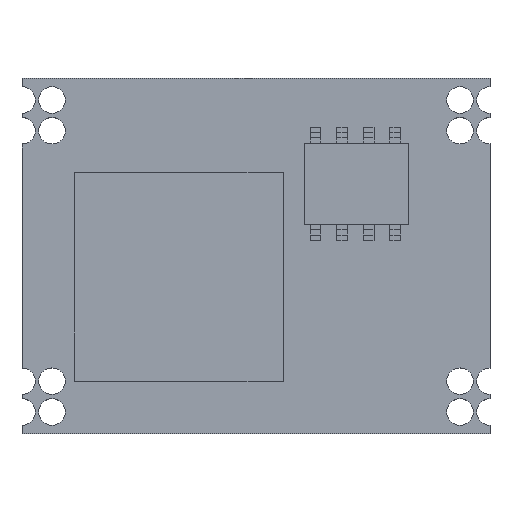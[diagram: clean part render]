
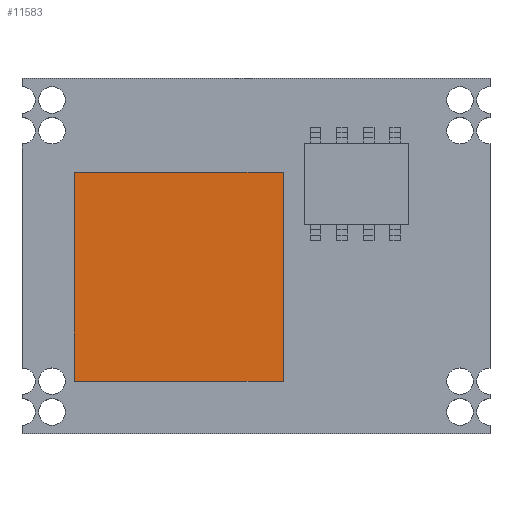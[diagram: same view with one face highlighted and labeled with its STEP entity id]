
A CAD part, top view. The second image highlights one B-rep face of the part: STEP entity #11583.
In plain terms, the highlighted planar face has unit normal (0, 0, 1).
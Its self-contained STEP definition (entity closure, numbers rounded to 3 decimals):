
#11269 = VERTEX_POINT('',#11270);
#11270 = CARTESIAN_POINT('',(0.,0.,3.));
#11277 = PLANE('',#11278);
#11278 = AXIS2_PLACEMENT_3D('',#11279,#11280,#11281);
#11279 = CARTESIAN_POINT('',(0.,0.,0.));
#11280 = DIRECTION('',(1.,0.,-0.));
#11281 = DIRECTION('',(0.,0.,1.));
#11289 = PLANE('',#11290);
#11290 = AXIS2_PLACEMENT_3D('',#11291,#11292,#11293);
#11291 = CARTESIAN_POINT('',(0.,0.,0.));
#11292 = DIRECTION('',(-0.,1.,0.));
#11293 = DIRECTION('',(0.,0.,1.));
#11330 = VERTEX_POINT('',#11331);
#11331 = CARTESIAN_POINT('',(0.,10.,3.));
#11345 = PLANE('',#11346);
#11346 = AXIS2_PLACEMENT_3D('',#11347,#11348,#11349);
#11347 = CARTESIAN_POINT('',(0.,10.,0.));
#11348 = DIRECTION('',(-0.,1.,0.));
#11349 = DIRECTION('',(0.,0.,1.));
#11357 = EDGE_CURVE('',#11269,#11330,#11358,.T.);
#11358 = SURFACE_CURVE('',#11359,(#11363,#11370),.PCURVE_S1.);
#11359 = LINE('',#11360,#11361);
#11360 = CARTESIAN_POINT('',(0.,0.,3.));
#11361 = VECTOR('',#11362,1.);
#11362 = DIRECTION('',(-0.,1.,0.));
#11363 = PCURVE('',#11277,#11364);
#11364 = DEFINITIONAL_REPRESENTATION('',(#11365),#11369);
#11365 = LINE('',#11366,#11367);
#11366 = CARTESIAN_POINT('',(3.,0.));
#11367 = VECTOR('',#11368,1.);
#11368 = DIRECTION('',(0.,-1.));
#11369 = ( GEOMETRIC_REPRESENTATION_CONTEXT(2) 
PARAMETRIC_REPRESENTATION_CONTEXT() REPRESENTATION_CONTEXT('2D SPACE',''
  ) );
#11370 = PCURVE('',#11371,#11376);
#11371 = PLANE('',#11372);
#11372 = AXIS2_PLACEMENT_3D('',#11373,#11374,#11375);
#11373 = CARTESIAN_POINT('',(0.,0.,3.));
#11374 = DIRECTION('',(0.,0.,1.));
#11375 = DIRECTION('',(1.,0.,-0.));
#11376 = DEFINITIONAL_REPRESENTATION('',(#11377),#11381);
#11377 = LINE('',#11378,#11379);
#11378 = CARTESIAN_POINT('',(0.,0.));
#11379 = VECTOR('',#11380,1.);
#11380 = DIRECTION('',(0.,1.));
#11381 = ( GEOMETRIC_REPRESENTATION_CONTEXT(2) 
PARAMETRIC_REPRESENTATION_CONTEXT() REPRESENTATION_CONTEXT('2D SPACE',''
  ) );
#11389 = VERTEX_POINT('',#11390);
#11390 = CARTESIAN_POINT('',(10.,0.,3.));
#11397 = PLANE('',#11398);
#11398 = AXIS2_PLACEMENT_3D('',#11399,#11400,#11401);
#11399 = CARTESIAN_POINT('',(10.,0.,0.));
#11400 = DIRECTION('',(1.,0.,-0.));
#11401 = DIRECTION('',(0.,0.,1.));
#11440 = VERTEX_POINT('',#11441);
#11441 = CARTESIAN_POINT('',(10.,10.,3.));
#11462 = EDGE_CURVE('',#11389,#11440,#11463,.T.);
#11463 = SURFACE_CURVE('',#11464,(#11468,#11475),.PCURVE_S1.);
#11464 = LINE('',#11465,#11466);
#11465 = CARTESIAN_POINT('',(10.,0.,3.));
#11466 = VECTOR('',#11467,1.);
#11467 = DIRECTION('',(-0.,1.,0.));
#11468 = PCURVE('',#11397,#11469);
#11469 = DEFINITIONAL_REPRESENTATION('',(#11470),#11474);
#11470 = LINE('',#11471,#11472);
#11471 = CARTESIAN_POINT('',(3.,0.));
#11472 = VECTOR('',#11473,1.);
#11473 = DIRECTION('',(0.,-1.));
#11474 = ( GEOMETRIC_REPRESENTATION_CONTEXT(2) 
PARAMETRIC_REPRESENTATION_CONTEXT() REPRESENTATION_CONTEXT('2D SPACE',''
  ) );
#11475 = PCURVE('',#11371,#11476);
#11476 = DEFINITIONAL_REPRESENTATION('',(#11477),#11481);
#11477 = LINE('',#11478,#11479);
#11478 = CARTESIAN_POINT('',(10.,0.));
#11479 = VECTOR('',#11480,1.);
#11480 = DIRECTION('',(0.,1.));
#11481 = ( GEOMETRIC_REPRESENTATION_CONTEXT(2) 
PARAMETRIC_REPRESENTATION_CONTEXT() REPRESENTATION_CONTEXT('2D SPACE',''
  ) );
#11508 = EDGE_CURVE('',#11269,#11389,#11509,.T.);
#11509 = SURFACE_CURVE('',#11510,(#11514,#11521),.PCURVE_S1.);
#11510 = LINE('',#11511,#11512);
#11511 = CARTESIAN_POINT('',(0.,0.,3.));
#11512 = VECTOR('',#11513,1.);
#11513 = DIRECTION('',(1.,0.,-0.));
#11514 = PCURVE('',#11289,#11515);
#11515 = DEFINITIONAL_REPRESENTATION('',(#11516),#11520);
#11516 = LINE('',#11517,#11518);
#11517 = CARTESIAN_POINT('',(3.,0.));
#11518 = VECTOR('',#11519,1.);
#11519 = DIRECTION('',(0.,1.));
#11520 = ( GEOMETRIC_REPRESENTATION_CONTEXT(2) 
PARAMETRIC_REPRESENTATION_CONTEXT() REPRESENTATION_CONTEXT('2D SPACE',''
  ) );
#11521 = PCURVE('',#11371,#11522);
#11522 = DEFINITIONAL_REPRESENTATION('',(#11523),#11527);
#11523 = LINE('',#11524,#11525);
#11524 = CARTESIAN_POINT('',(0.,0.));
#11525 = VECTOR('',#11526,1.);
#11526 = DIRECTION('',(1.,0.));
#11527 = ( GEOMETRIC_REPRESENTATION_CONTEXT(2) 
PARAMETRIC_REPRESENTATION_CONTEXT() REPRESENTATION_CONTEXT('2D SPACE',''
  ) );
#11555 = EDGE_CURVE('',#11330,#11440,#11556,.T.);
#11556 = SURFACE_CURVE('',#11557,(#11561,#11568),.PCURVE_S1.);
#11557 = LINE('',#11558,#11559);
#11558 = CARTESIAN_POINT('',(0.,10.,3.));
#11559 = VECTOR('',#11560,1.);
#11560 = DIRECTION('',(1.,0.,-0.));
#11561 = PCURVE('',#11345,#11562);
#11562 = DEFINITIONAL_REPRESENTATION('',(#11563),#11567);
#11563 = LINE('',#11564,#11565);
#11564 = CARTESIAN_POINT('',(3.,0.));
#11565 = VECTOR('',#11566,1.);
#11566 = DIRECTION('',(0.,1.));
#11567 = ( GEOMETRIC_REPRESENTATION_CONTEXT(2) 
PARAMETRIC_REPRESENTATION_CONTEXT() REPRESENTATION_CONTEXT('2D SPACE',''
  ) );
#11568 = PCURVE('',#11371,#11569);
#11569 = DEFINITIONAL_REPRESENTATION('',(#11570),#11574);
#11570 = LINE('',#11571,#11572);
#11571 = CARTESIAN_POINT('',(0.,10.));
#11572 = VECTOR('',#11573,1.);
#11573 = DIRECTION('',(1.,0.));
#11574 = ( GEOMETRIC_REPRESENTATION_CONTEXT(2) 
PARAMETRIC_REPRESENTATION_CONTEXT() REPRESENTATION_CONTEXT('2D SPACE',''
  ) );
#11583 = ADVANCED_FACE('',(#11584),#11371,.T.);
#11584 = FACE_BOUND('',#11585,.T.);
#11585 = EDGE_LOOP('',(#11586,#11587,#11588,#11589));
#11586 = ORIENTED_EDGE('',*,*,#11357,.F.);
#11587 = ORIENTED_EDGE('',*,*,#11508,.T.);
#11588 = ORIENTED_EDGE('',*,*,#11462,.T.);
#11589 = ORIENTED_EDGE('',*,*,#11555,.F.);
